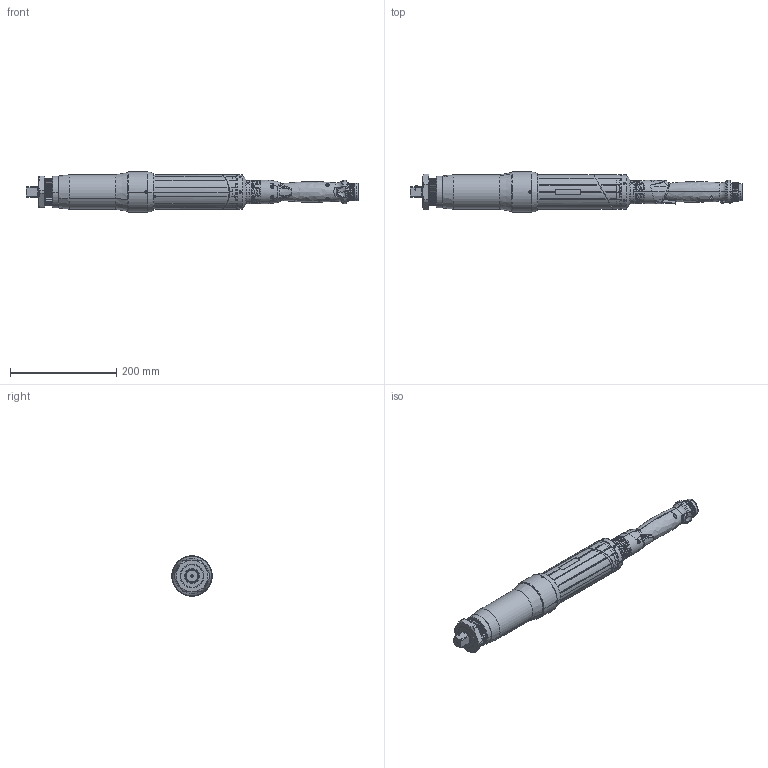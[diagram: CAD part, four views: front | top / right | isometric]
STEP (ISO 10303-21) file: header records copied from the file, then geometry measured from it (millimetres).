
FILE_DESCRIPTION((''),'2;1');
FILE_NAME('6151656790','2016-03-08T',('greextsd'),(''),'CREO PARAMETRIC BY PTC INC, 2015380','CREO PARAMETRIC BY PTC INC, 2015380','');
FILE_SCHEMA(('AUTOMOTIVE_DESIGN { 1 0 10303 214 1 1 1 1 }'));
Products named in the file (1): 6151656790
Bounding box: 625.4 x 76 x 76 mm (x, y, z)
Volume: 432075.3 mm3; surface area: 263885 mm2
Topology: 9 solids, 9 shells, 2430 faces, 6283 edges, 3910 vertices
Faces by surface type: cylinder 796, bspline 638, plane 446, cone 350, torus 110, extrusion 85, sphere 5
Entity records: 153743 total; most frequent: CARTESIAN_POINT 83623, ORIENTED_EDGE 12504, DIRECTION 8792, EDGE_CURVE 6252, VERTEX_POINT 3909, AXIS2_PLACEMENT_3D 3445, B_SPLINE_CURVE_WITH_KNOTS 2782, EDGE_LOOP 2557
